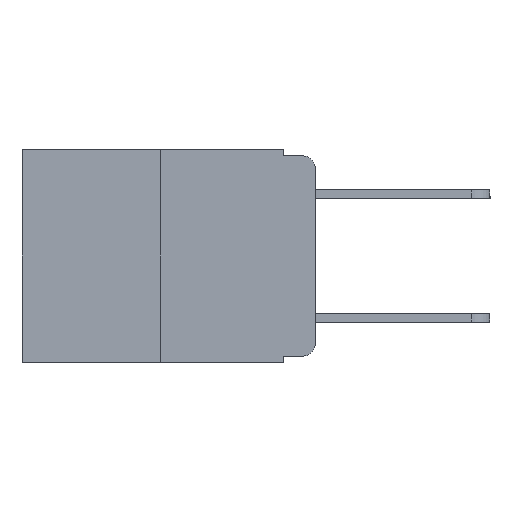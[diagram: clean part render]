
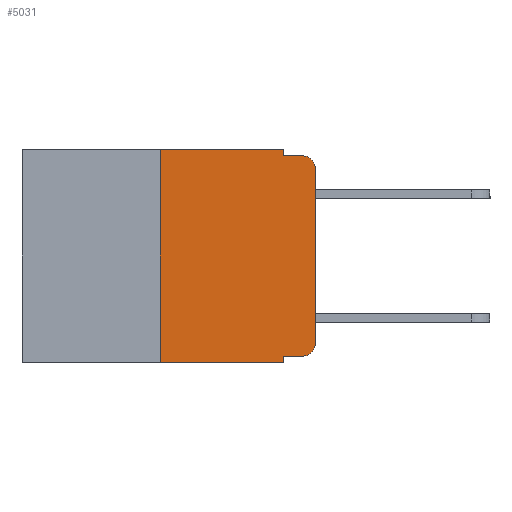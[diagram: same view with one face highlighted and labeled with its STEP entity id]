
A CAD part, left-side view. The second image highlights one B-rep face of the part: STEP entity #5031.
In plain terms, the highlighted planar face has unit normal (-1, 0, 0).
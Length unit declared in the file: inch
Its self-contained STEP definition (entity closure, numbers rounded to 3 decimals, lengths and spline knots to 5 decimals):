
#67 = VECTOR ( 'NONE', #6825, 39.37008 ) ;
#408 = VERTEX_POINT ( 'NONE', #2373 ) ;
#708 = VECTOR ( 'NONE', #8688, 39.37008 ) ;
#780 = CARTESIAN_POINT ( 'NONE',  ( 0., 0.02, -0.333 ) ) ;
#970 = VECTOR ( 'NONE', #4291, 39.37008 ) ;
#1027 = VERTEX_POINT ( 'NONE', #7129 ) ;
#1190 = EDGE_LOOP ( 'NONE', ( #5891, #5229, #5306, #4993, #5164, #4685, #4789, #4408, #4560, #4265 ) ) ;
#1392 = VERTEX_POINT ( 'NONE', #1548 ) ;
#1548 = CARTESIAN_POINT ( 'NONE',  ( 0., 0.25, 0. ) ) ;
#2085 = CARTESIAN_POINT ( 'NONE',  ( 0., 0.473, 0. ) ) ;
#2094 = VERTEX_POINT ( 'NONE', #9822 ) ;
#2135 = CARTESIAN_POINT ( 'NONE',  ( 0., 0.051, -0.343 ) ) ;
#2226 = VECTOR ( 'NONE', #4989, 39.37008 ) ;
#2373 = CARTESIAN_POINT ( 'NONE',  ( 0., 0.051, 0. ) ) ;
#2380 = DIRECTION ( 'NONE',  ( 0., 0., -1. ) ) ;
#2518 = CIRCLE ( 'NONE', #7467, 0.02 ) ;
#2565 = DIRECTION ( 'NONE',  ( -1., 0., 0. ) ) ;
#2620 = DIRECTION ( 'NONE',  ( 0., -1., 0. ) ) ;
#2786 = CARTESIAN_POINT ( 'NONE',  ( 0., 0.473, -0.343 ) ) ;
#2914 = VERTEX_POINT ( 'NONE', #10933 ) ;
#3045 = DIRECTION ( 'NONE',  ( 0., 0., -1. ) ) ;
#3654 = CARTESIAN_POINT ( 'NONE',  ( 0., 0., 0. ) ) ;
#3738 = VECTOR ( 'NONE', #10744, 39.37008 ) ;
#3918 = LINE ( 'NONE', #12285, #970 ) ;
#4033 = LINE ( 'NONE', #10526, #9215 ) ;
#4060 = LINE ( 'NONE', #10845, #3738 ) ;
#4265 = ORIENTED_EDGE ( 'NONE', *, *, #5957, .T. ) ;
#4291 = DIRECTION ( 'NONE',  ( 0., 0., 1. ) ) ;
#4408 = ORIENTED_EDGE ( 'NONE', *, *, #7224, .F. ) ;
#4442 = CARTESIAN_POINT ( 'NONE',  ( 0., 0.051, 0. ) ) ;
#4560 = ORIENTED_EDGE ( 'NONE', *, *, #6619, .T. ) ;
#4685 = ORIENTED_EDGE ( 'NONE', *, *, #7873, .F. ) ;
#4789 = ORIENTED_EDGE ( 'NONE', *, *, #10412, .T. ) ;
#4824 = VERTEX_POINT ( 'NONE', #8657 ) ;
#4989 = DIRECTION ( 'NONE',  ( 0., 0., -1. ) ) ;
#4993 = ORIENTED_EDGE ( 'NONE', *, *, #8487, .F. ) ;
#5031 = ADVANCED_FACE ( 'NONE', ( #9247 ), #10248, .F. ) ;
#5164 = ORIENTED_EDGE ( 'NONE', *, *, #11504, .F. ) ;
#5229 = ORIENTED_EDGE ( 'NONE', *, *, #9617, .T. ) ;
#5306 = ORIENTED_EDGE ( 'NONE', *, *, #6379, .F. ) ;
#5333 = VERTEX_POINT ( 'NONE', #6278 ) ;
#5891 = ORIENTED_EDGE ( 'NONE', *, *, #11083, .T. ) ;
#5957 = EDGE_CURVE ( 'NONE', #6264, #2094, #2518, .T. ) ;
#6263 = CARTESIAN_POINT ( 'NONE',  ( 0., 0.25, -0.343 ) ) ;
#6264 = VERTEX_POINT ( 'NONE', #780 ) ;
#6278 = CARTESIAN_POINT ( 'NONE',  ( 0., 0., -0.03 ) ) ;
#6379 = EDGE_CURVE ( 'NONE', #4824, #1027, #4033, .T. ) ;
#6619 = EDGE_CURVE ( 'NONE', #2914, #6264, #6937, .T. ) ;
#6825 = DIRECTION ( 'NONE',  ( 0., 0., 1. ) ) ;
#6936 = CIRCLE ( 'NONE', #7892, 0.02 ) ;
#6937 = LINE ( 'NONE', #10760, #10769 ) ;
#7074 = VERTEX_POINT ( 'NONE', #6263 ) ;
#7129 = CARTESIAN_POINT ( 'NONE',  ( 0., 0.02, -0.01 ) ) ;
#7224 = EDGE_CURVE ( 'NONE', #2914, #12188, #9793, .T. ) ;
#7370 = DIRECTION ( 'NONE',  ( 0., -1., 0. ) ) ;
#7467 = AXIS2_PLACEMENT_3D ( 'NONE', #10872, #2565, #3045 ) ;
#7873 = EDGE_CURVE ( 'NONE', #7074, #1392, #3918, .T. ) ;
#7892 = AXIS2_PLACEMENT_3D ( 'NONE', #11587, #12278, #2380 ) ;
#7987 = LINE ( 'NONE', #2786, #12148 ) ;
#8113 = LINE ( 'NONE', #3654, #67 ) ;
#8463 = DIRECTION ( 'NONE',  ( 0., -1., 0. ) ) ;
#8487 = EDGE_CURVE ( 'NONE', #408, #4824, #4060, .T. ) ;
#8657 = CARTESIAN_POINT ( 'NONE',  ( 0., 0.051, -0.01 ) ) ;
#8688 = DIRECTION ( 'NONE',  ( 0., -1., 0. ) ) ;
#9215 = VECTOR ( 'NONE', #8463, 39.37008 ) ;
#9247 = FACE_OUTER_BOUND ( 'NONE', #1190, .T. ) ;
#9523 = CARTESIAN_POINT ( 'NONE',  ( 0., 0.473, 0. ) ) ;
#9617 = EDGE_CURVE ( 'NONE', #5333, #1027, #6936, .T. ) ;
#9793 = LINE ( 'NONE', #4442, #2226 ) ;
#9822 = CARTESIAN_POINT ( 'NONE',  ( 0., 0., -0.313 ) ) ;
#10248 = PLANE ( 'NONE',  #12250 ) ;
#10412 = EDGE_CURVE ( 'NONE', #7074, #12188, #7987, .T. ) ;
#10526 = CARTESIAN_POINT ( 'NONE',  ( 0., 0.051, -0.01 ) ) ;
#10744 = DIRECTION ( 'NONE',  ( 0., 0., -1. ) ) ;
#10760 = CARTESIAN_POINT ( 'NONE',  ( 0., 0.051, -0.333 ) ) ;
#10769 = VECTOR ( 'NONE', #2620, 39.37008 ) ;
#10845 = CARTESIAN_POINT ( 'NONE',  ( 0., 0.051, 0. ) ) ;
#10872 = CARTESIAN_POINT ( 'NONE',  ( 0., 0.02, -0.313 ) ) ;
#10933 = CARTESIAN_POINT ( 'NONE',  ( 0., 0.051, -0.333 ) ) ;
#11083 = EDGE_CURVE ( 'NONE', #2094, #5333, #8113, .T. ) ;
#11128 = LINE ( 'NONE', #2085, #708 ) ;
#11504 = EDGE_CURVE ( 'NONE', #1392, #408, #11128, .T. ) ;
#11587 = CARTESIAN_POINT ( 'NONE',  ( 0., 0.02, -0.03 ) ) ;
#11956 = DIRECTION ( 'NONE',  ( 0., 0., -1. ) ) ;
#12016 = DIRECTION ( 'NONE',  ( 1., 0., 0. ) ) ;
#12148 = VECTOR ( 'NONE', #7370, 39.37008 ) ;
#12188 = VERTEX_POINT ( 'NONE', #2135 ) ;
#12250 = AXIS2_PLACEMENT_3D ( 'NONE', #9523, #12016, #11956 ) ;
#12278 = DIRECTION ( 'NONE',  ( -1., 0., 0. ) ) ;
#12285 = CARTESIAN_POINT ( 'NONE',  ( 0., 0.25, 0. ) ) ;
